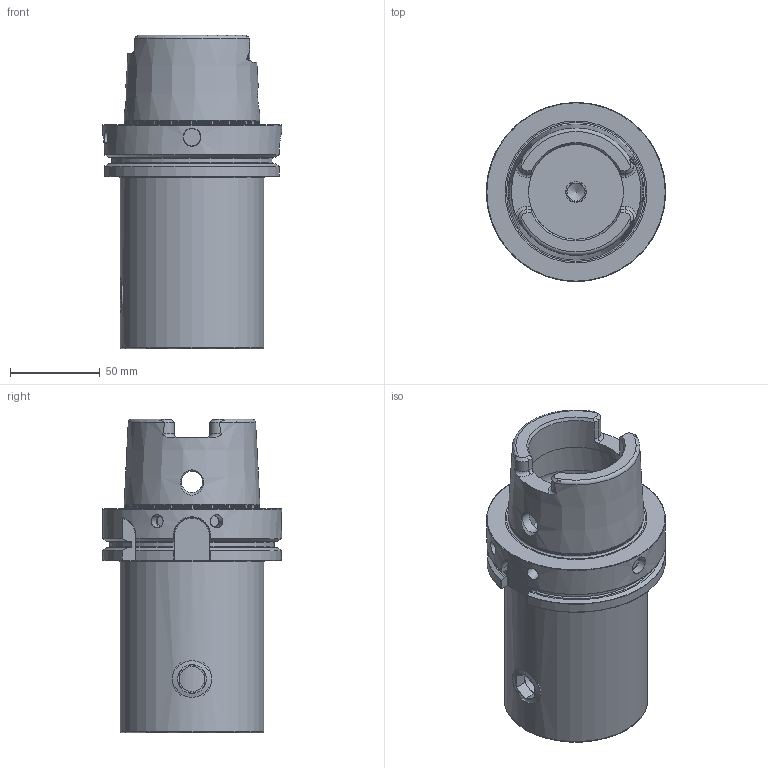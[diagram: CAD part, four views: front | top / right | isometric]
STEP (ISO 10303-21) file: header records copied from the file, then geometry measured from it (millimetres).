
FILE_DESCRIPTION(/* description */ (''),/* implementation_level */ '2;1');
FILE_NAME(/* name */ 'HSK100AKM80125M_GTM.stp',/* time_stamp */ '2019-06-12T14:42:56+05:00',/* author */ (''),/* organization */ (''),/* preprocessor_version */ 'ST-DEVELOPER v16.7',/* originating_system */ 'SIEMENS PLM Software NX 12.0',/* authorisation */ '');
FILE_SCHEMA (('AUTOMOTIVE_DESIGN { 1 0 10303 214 3 1 1 1 }'));
Length unit declared in the file: millimetre
Products named in the file (1): HSK100AKM80125M_GTM
Bounding box: 99.93 x 99.93 x 174.9 mm (x, y, z)
Volume: 686571.1 mm3; surface area: 114541.4 mm2
Topology: 11 solids, 11 shells, 296 faces, 737 edges, 471 vertices
Faces by surface type: plane 136, cylinder 68, cone 45, torus 41, bspline 6
Full cylindrical faces by diameter (mm): 6 x2, 7.25 x2, 10 x4, 10.045 x1, 11.8 x1, 12 x6, 14 x1, 14.135 x1, 19.6 x1, 19.9 x1, 20.5 x1, 20.526 x1, 22 x2, 26 x1, 47.425 x1, 53 x2, 57.42 x1, 59.42 x2, 63 x1, 75.3 x1, 80 x1, 99.93 x1
Entity records: 10348 total; most frequent: CARTESIAN_POINT 3939, DIRECTION 1266, ORIENTED_EDGE 1220, EDGE_CURVE 610, AXIS2_PLACEMENT_3D 513, VERTEX_POINT 427, EDGE_LOOP 392, ADVANCED_FACE 295
